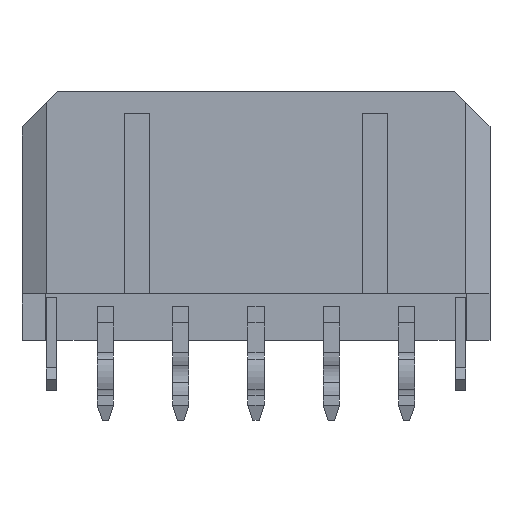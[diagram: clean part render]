
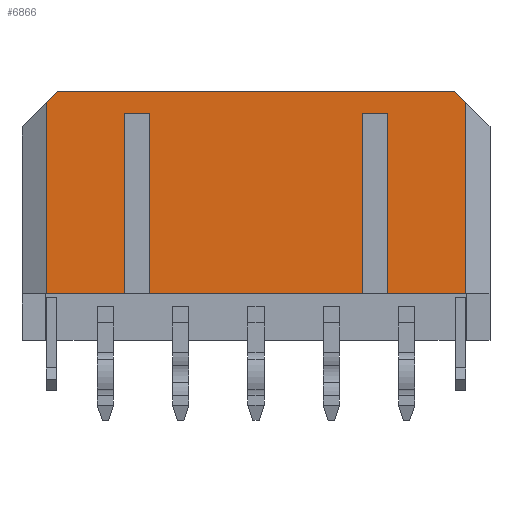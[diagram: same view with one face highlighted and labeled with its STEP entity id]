
A CAD part, front view. The second image highlights one B-rep face of the part: STEP entity #6866.
In plain terms, the highlighted planar face has unit normal (0, -1, 0).
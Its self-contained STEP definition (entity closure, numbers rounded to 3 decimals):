
#1451=DIRECTION('',(0.,0.,1.));
#1452=VECTOR('',#1451,7.2);
#1453=CARTESIAN_POINT('',(4.25,-1.93,-3.1));
#1454=LINE('',#1453,#1452);
#1455=DIRECTION('',(-1.,0.,0.));
#1456=VECTOR('',#1455,8.5);
#1457=CARTESIAN_POINT('',(4.25,-1.93,-3.1));
#1458=LINE('',#1457,#1456);
#1459=DIRECTION('',(0.,0.,1.));
#1460=VECTOR('',#1459,7.2);
#1461=CARTESIAN_POINT('',(-4.25,-1.93,-3.1));
#1462=LINE('',#1461,#1460);
#1463=DIRECTION('',(-1.,0.,0.));
#1464=VECTOR('',#1463,1.);
#1465=CARTESIAN_POINT('',(-4.25,-1.93,4.1));
#1466=LINE('',#1465,#1464);
#1467=DIRECTION('',(0.,0.,1.));
#1468=VECTOR('',#1467,7.2);
#1469=CARTESIAN_POINT('',(-5.25,-1.93,-3.1));
#1470=LINE('',#1469,#1468);
#1471=DIRECTION('',(-1.,0.,0.));
#1472=VECTOR('',#1471,3.11);
#1473=CARTESIAN_POINT('',(-5.25,-1.93,-3.1));
#1474=LINE('',#1473,#1472);
#1475=DIRECTION('',(0.,0.,1.));
#1476=VECTOR('',#1475,7.61);
#1477=CARTESIAN_POINT('',(-8.36,-1.93,-3.1));
#1478=LINE('',#1477,#1476);
#1479=DIRECTION('',(-0.707,0.,-0.707));
#1480=VECTOR('',#1479,0.622);
#1481=CARTESIAN_POINT('',(-7.92,-1.93,4.95));
#1482=LINE('',#1481,#1480);
#1483=DIRECTION('',(1.,0.,0.));
#1484=VECTOR('',#1483,15.84);
#1485=CARTESIAN_POINT('',(-7.92,-1.93,4.95));
#1486=LINE('',#1485,#1484);
#1487=DIRECTION('',(-0.707,0.,0.707));
#1488=VECTOR('',#1487,0.622);
#1489=CARTESIAN_POINT('',(8.36,-1.93,4.51));
#1490=LINE('',#1489,#1488);
#1491=DIRECTION('',(0.,0.,-1.));
#1492=VECTOR('',#1491,7.61);
#1493=CARTESIAN_POINT('',(8.36,-1.93,4.51));
#1494=LINE('',#1493,#1492);
#1495=DIRECTION('',(-1.,0.,0.));
#1496=VECTOR('',#1495,3.11);
#1497=CARTESIAN_POINT('',(8.36,-1.93,-3.1));
#1498=LINE('',#1497,#1496);
#1499=DIRECTION('',(0.,0.,1.));
#1500=VECTOR('',#1499,7.2);
#1501=CARTESIAN_POINT('',(5.25,-1.93,-3.1));
#1502=LINE('',#1501,#1500);
#1503=DIRECTION('',(-1.,0.,0.));
#1504=VECTOR('',#1503,1.);
#1505=CARTESIAN_POINT('',(5.25,-1.93,4.1));
#1506=LINE('',#1505,#1504);
#4073=CARTESIAN_POINT('',(4.25,-1.93,-3.1));
#4074=CARTESIAN_POINT('',(4.25,-1.93,4.1));
#4075=VERTEX_POINT('',#4073);
#4076=VERTEX_POINT('',#4074);
#4077=CARTESIAN_POINT('',(5.25,-1.93,-3.1));
#4078=CARTESIAN_POINT('',(5.25,-1.93,4.1));
#4079=VERTEX_POINT('',#4077);
#4080=VERTEX_POINT('',#4078);
#4141=CARTESIAN_POINT('',(-7.92,-1.93,4.95));
#4142=CARTESIAN_POINT('',(-8.36,-1.93,4.51));
#4143=VERTEX_POINT('',#4141);
#4144=VERTEX_POINT('',#4142);
#4145=CARTESIAN_POINT('',(8.36,-1.93,4.51));
#4146=CARTESIAN_POINT('',(7.92,-1.93,4.95));
#4147=VERTEX_POINT('',#4145);
#4148=VERTEX_POINT('',#4146);
#4241=CARTESIAN_POINT('',(-8.36,-1.93,-3.1));
#4242=VERTEX_POINT('',#4241);
#4243=CARTESIAN_POINT('',(8.36,-1.93,-3.1));
#4244=VERTEX_POINT('',#4243);
#4317=CARTESIAN_POINT('',(-4.25,-1.93,-3.1));
#4318=VERTEX_POINT('',#4317);
#4327=CARTESIAN_POINT('',(-4.25,-1.93,4.1));
#4328=CARTESIAN_POINT('',(-5.25,-1.93,4.1));
#4329=VERTEX_POINT('',#4327);
#4330=VERTEX_POINT('',#4328);
#4331=CARTESIAN_POINT('',(-5.25,-1.93,-3.1));
#4332=VERTEX_POINT('',#4331);
#6833=CARTESIAN_POINT('',(-9.32,-1.93,4.95));
#6834=DIRECTION('',(0.,-1.,0.));
#6835=DIRECTION('',(0.,0.,-1.));
#6836=AXIS2_PLACEMENT_3D('',#6833,#6834,#6835);
#6837=PLANE('',#6836);
#6839=ORIENTED_EDGE('',*,*,#6838,.F.);
#6841=ORIENTED_EDGE('',*,*,#6840,.T.);
#6843=ORIENTED_EDGE('',*,*,#6842,.T.);
#6845=ORIENTED_EDGE('',*,*,#6844,.T.);
#6847=ORIENTED_EDGE('',*,*,#6846,.F.);
#6849=ORIENTED_EDGE('',*,*,#6848,.T.);
#6851=ORIENTED_EDGE('',*,*,#6850,.T.);
#6853=ORIENTED_EDGE('',*,*,#6852,.F.);
#6854=ORIENTED_EDGE('',*,*,#5457,.T.);
#6856=ORIENTED_EDGE('',*,*,#6855,.F.);
#6857=ORIENTED_EDGE('',*,*,#6822,.T.);
#6859=ORIENTED_EDGE('',*,*,#6858,.T.);
#6861=ORIENTED_EDGE('',*,*,#6860,.T.);
#6863=ORIENTED_EDGE('',*,*,#6862,.T.);
#6864=EDGE_LOOP('',(#6839,#6841,#6843,#6845,#6847,#6849,#6851,#6853,#6854,#6856,
#6857,#6859,#6861,#6863));
#6865=FACE_OUTER_BOUND('',#6864,.F.);
#6866=ADVANCED_FACE('',(#6865),#6837,.T.);
#5457=EDGE_CURVE('',#4143,#4148,#1486,.T.);
#6822=EDGE_CURVE('',#4147,#4244,#1494,.T.);
#6838=EDGE_CURVE('',#4075,#4076,#1454,.T.);
#6840=EDGE_CURVE('',#4075,#4318,#1458,.T.);
#6842=EDGE_CURVE('',#4318,#4329,#1462,.T.);
#6844=EDGE_CURVE('',#4329,#4330,#1466,.T.);
#6846=EDGE_CURVE('',#4332,#4330,#1470,.T.);
#6848=EDGE_CURVE('',#4332,#4242,#1474,.T.);
#6850=EDGE_CURVE('',#4242,#4144,#1478,.T.);
#6852=EDGE_CURVE('',#4143,#4144,#1482,.T.);
#6855=EDGE_CURVE('',#4147,#4148,#1490,.T.);
#6858=EDGE_CURVE('',#4244,#4079,#1498,.T.);
#6860=EDGE_CURVE('',#4079,#4080,#1502,.T.);
#6862=EDGE_CURVE('',#4080,#4076,#1506,.T.);
